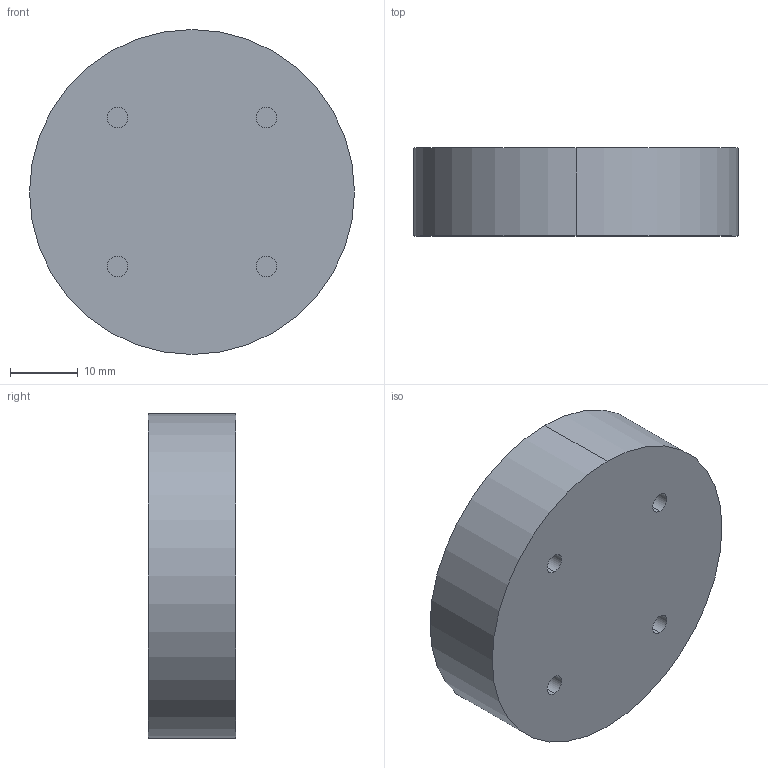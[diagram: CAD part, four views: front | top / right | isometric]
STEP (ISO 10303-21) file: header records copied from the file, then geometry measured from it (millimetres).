
FILE_DESCRIPTION (( 'STEP AP203' ), '1' );
FILE_NAME ('Link6_Default_sldprt.STEP', '2023-10-19T05:34:43', ( '' ), ( '' ), 'SwSTEP 2.0', 'SolidWorks 2023', '' );
FILE_SCHEMA (( 'CONFIG_CONTROL_DESIGN' ));
Length unit declared in the file: millimetre
Products named in the file (1): Link6_Default_sldprt
Bounding box: 48 x 13 x 48 mm (x, y, z)
Volume: 22512.7 mm3; surface area: 6195.2 mm2
Topology: 1 solids, 1 shells, 19 faces, 36 edges, 24 vertices
Faces by surface type: cylinder 12, plane 7
Entity records: 571 total; most frequent: DIRECTION 100, CARTESIAN_POINT 80, ORIENTED_EDGE 72, AXIS2_PLACEMENT_3D 44, EDGE_CURVE 36, VERTEX_POINT 24, EDGE_LOOP 24, CIRCLE 24
